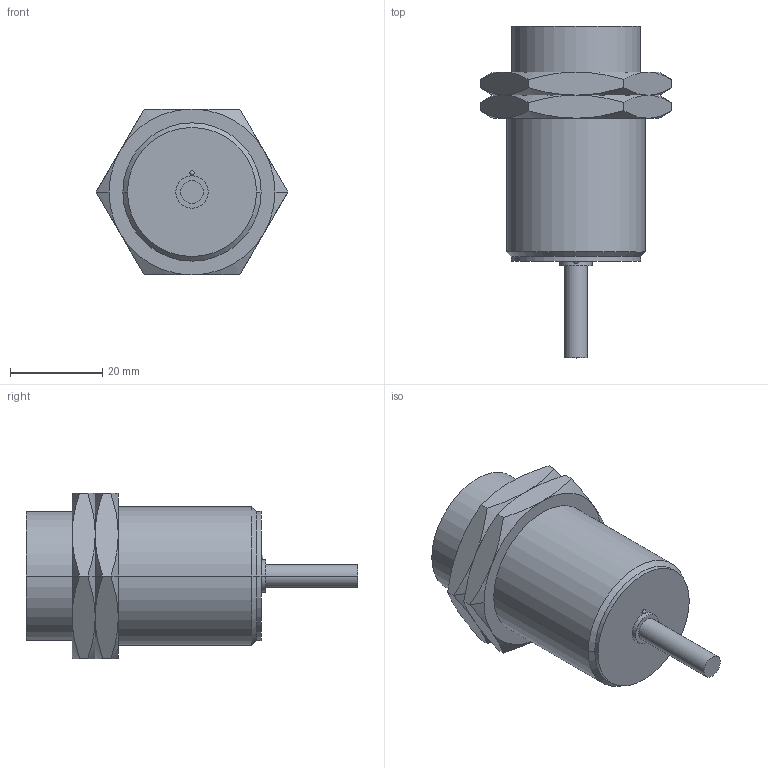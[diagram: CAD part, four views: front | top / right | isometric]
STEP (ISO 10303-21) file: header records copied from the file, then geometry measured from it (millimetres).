
FILE_DESCRIPTION(('STEP AP203'),'1');
FILE_NAME(' ',' ',('TraceParts'),('TraceParts S.A.'),'XStep 1.0',' ',' ');
FILE_SCHEMA(('CONFIG_CONTROL_DESIGN'));
Length unit declared in the file: millimetre
Products named in the file (3): 1; 2; 3
Bounding box: 41.57 x 72 x 36 mm (x, y, z)
Volume: 40211 mm3; surface area: 10150 mm2
Topology: 3 solids, 3 shells, 79 faces, 166 edges, 94 vertices
Faces by surface type: cone 44, plane 20, cylinder 14, sphere 1
Entity records: 2248 total; most frequent: CARTESIAN_POINT 532, DIRECTION 350, ORIENTED_EDGE 328, EDGE_CURVE 164, AXIS2_PLACEMENT_3D 152, VERTEX_POINT 94, EDGE_LOOP 86, ADVANCED_FACE 79
